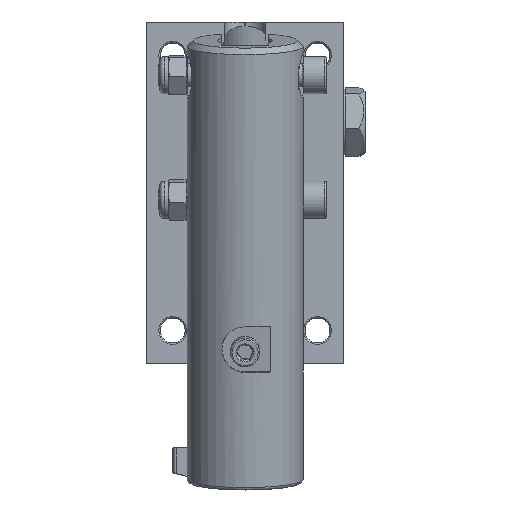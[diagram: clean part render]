
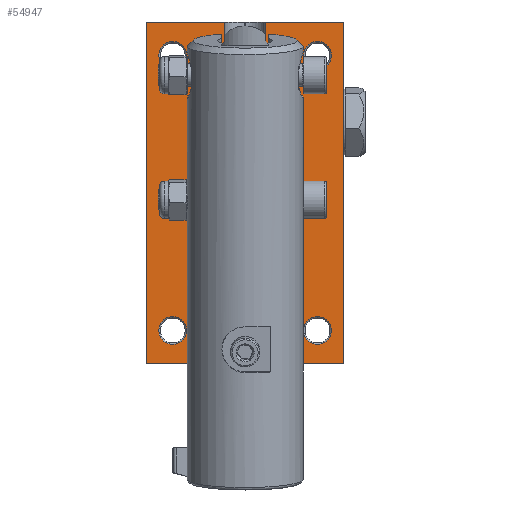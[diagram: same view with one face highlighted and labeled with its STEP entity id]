
A CAD part, top view. The second image highlights one B-rep face of the part: STEP entity #54947.
In plain terms, the highlighted planar face has unit normal (0, 0, 1).
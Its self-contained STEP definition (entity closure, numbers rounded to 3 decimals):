
#324=LINE('',#70519,#4883);
#328=LINE('',#70532,#4887);
#329=LINE('',#70534,#4888);
#4620=LINE('',#80354,#9179);
#4622=LINE('',#80357,#9181);
#4623=LINE('',#80359,#9182);
#4625=LINE('',#80362,#9184);
#4626=LINE('',#80373,#9185);
#4627=LINE('',#80375,#9186);
#4628=LINE('',#80377,#9187);
#4629=LINE('',#80379,#9188);
#4630=LINE('',#80381,#9189);
#4883=VECTOR('',#59343,1000.);
#4887=VECTOR('',#59353,1000.);
#4888=VECTOR('',#59356,1000.);
#9179=VECTOR('',#67957,1000.);
#9181=VECTOR('',#67959,1000.);
#9182=VECTOR('',#67962,1000.);
#9184=VECTOR('',#67964,1000.);
#9185=VECTOR('',#67979,1000.);
#9186=VECTOR('',#67980,1000.);
#9187=VECTOR('',#67981,1000.);
#9188=VECTOR('',#67982,1000.);
#9189=VECTOR('',#67983,1000.);
#11169=PLANE('',#57784);
#22308=ORIENTED_EDGE('',*,*,#23243,.T.);
#22309=ORIENTED_EDGE('',*,*,#23238,.T.);
#22310=ORIENTED_EDGE('',*,*,#23240,.T.);
#22311=ORIENTED_EDGE('',*,*,#23226,.T.);
#22312=ORIENTED_EDGE('',*,*,#27988,.T.);
#22313=ORIENTED_EDGE('',*,*,#27989,.F.);
#22314=ORIENTED_EDGE('',*,*,#27990,.F.);
#22315=ORIENTED_EDGE('',*,*,#27991,.F.);
#22316=ORIENTED_EDGE('',*,*,#27992,.T.);
#22317=ORIENTED_EDGE('',*,*,#27982,.T.);
#22318=ORIENTED_EDGE('',*,*,#23225,.T.);
#22319=ORIENTED_EDGE('',*,*,#27984,.T.);
#22320=ORIENTED_EDGE('',*,*,#23224,.F.);
#22321=ORIENTED_EDGE('',*,*,#27979,.T.);
#22322=ORIENTED_EDGE('',*,*,#23218,.T.);
#22323=ORIENTED_EDGE('',*,*,#27981,.T.);
#22324=ORIENTED_EDGE('',*,*,#23217,.T.);
#23217=EDGE_CURVE('',#28569,#28569,#32018,.F.);
#23218=EDGE_CURVE('',#28564,#28567,#324,.T.);
#23224=EDGE_CURVE('',#28575,#28571,#328,.T.);
#23225=EDGE_CURVE('',#28566,#28565,#329,.T.);
#23226=EDGE_CURVE('',#28576,#28576,#32021,.F.);
#23238=EDGE_CURVE('',#28582,#28582,#32027,.F.);
#23240=EDGE_CURVE('',#28584,#28584,#32029,.F.);
#23243=EDGE_CURVE('',#28587,#28587,#32031,.F.);
#27979=EDGE_CURVE('',#28575,#28564,#4620,.T.);
#27981=EDGE_CURVE('',#28567,#31665,#4622,.T.);
#27982=EDGE_CURVE('',#31666,#28566,#4623,.T.);
#27984=EDGE_CURVE('',#28565,#28571,#4625,.T.);
#27988=EDGE_CURVE('',#31665,#31670,#4626,.T.);
#27989=EDGE_CURVE('',#31671,#31670,#4627,.T.);
#27990=EDGE_CURVE('',#31672,#31671,#4628,.T.);
#27991=EDGE_CURVE('',#31673,#31672,#4629,.T.);
#27992=EDGE_CURVE('',#31673,#31666,#4630,.T.);
#28564=VERTEX_POINT('',#70501);
#28565=VERTEX_POINT('',#70504);
#28566=VERTEX_POINT('',#70507);
#28567=VERTEX_POINT('',#70510);
#28569=VERTEX_POINT('',#70517);
#28571=VERTEX_POINT('',#70523);
#28575=VERTEX_POINT('',#70531);
#28576=VERTEX_POINT('',#70537);
#28582=VERTEX_POINT('',#70574);
#28584=VERTEX_POINT('',#70579);
#28587=VERTEX_POINT('',#70606);
#31665=VERTEX_POINT('',#80356);
#31666=VERTEX_POINT('',#80360);
#31670=VERTEX_POINT('',#80374);
#31671=VERTEX_POINT('',#80376);
#31672=VERTEX_POINT('',#80378);
#31673=VERTEX_POINT('',#80380);
#32018=CIRCLE('',#55616,19.056);
#32021=CIRCLE('',#55623,4.795);
#32027=CIRCLE('',#55639,4.795);
#32029=CIRCLE('',#55642,4.795);
#32031=CIRCLE('',#55646,4.795);
#35127=EDGE_LOOP('',(#22308));
#35128=EDGE_LOOP('',(#22309));
#35129=EDGE_LOOP('',(#22310));
#35130=EDGE_LOOP('',(#22311));
#35131=EDGE_LOOP('',(#22312,#22313,#22314,#22315,#22316,#22317,#22318,#22319,
#22320,#22321,#22322,#22323));
#35132=EDGE_LOOP('',(#22324));
#37887=FACE_BOUND('',#35127,.T.);
#37888=FACE_BOUND('',#35128,.T.);
#37889=FACE_BOUND('',#35129,.T.);
#37890=FACE_BOUND('',#35130,.T.);
#37891=FACE_BOUND('',#35131,.T.);
#37892=FACE_BOUND('',#35132,.T.);
#54947=ADVANCED_FACE('',(#37887,#37888,#37889,#37890,#37891,#37892),#11169,
 .T.);
#55616=AXIS2_PLACEMENT_3D('',#70516,#59339,#59340);
#55623=AXIS2_PLACEMENT_3D('',#70536,#59359,#59360);
#55639=AXIS2_PLACEMENT_3D('',#70573,#59391,#59392);
#55642=AXIS2_PLACEMENT_3D('',#70578,#59397,#59398);
#55646=AXIS2_PLACEMENT_3D('',#70605,#59405,#59406);
#57784=AXIS2_PLACEMENT_3D('',#80372,#67977,#67978);
#59339=DIRECTION('',(0.,0.,1.));
#59340=DIRECTION('',(1.,0.,0.));
#59343=DIRECTION('',(0.,1.,0.));
#59353=DIRECTION('',(1.,0.,0.));
#59356=DIRECTION('',(0.,-1.,0.));
#59359=DIRECTION('',(0.,0.,1.));
#59360=DIRECTION('',(1.,0.,0.));
#59391=DIRECTION('',(0.,0.,1.));
#59392=DIRECTION('',(1.,0.,0.));
#59397=DIRECTION('',(0.,0.,1.));
#59398=DIRECTION('',(1.,0.,0.));
#59405=DIRECTION('',(0.,0.,1.));
#59406=DIRECTION('',(1.,0.,0.));
#67957=DIRECTION('',(0.,1.,0.));
#67959=DIRECTION('',(0.,1.,0.));
#67962=DIRECTION('',(0.,-1.,0.));
#67964=DIRECTION('',(0.,-1.,0.));
#67977=DIRECTION('',(0.,0.,1.));
#67978=DIRECTION('',(1.,0.,0.));
#67979=DIRECTION('',(-1.,0.,0.));
#67980=DIRECTION('',(0.,1.,0.));
#67981=DIRECTION('',(-1.,0.,0.));
#67982=DIRECTION('',(0.,-1.,0.));
#67983=DIRECTION('',(-1.,0.,0.));
#70501=CARTESIAN_POINT('',(-6.993,98.376,21.985));
#70504=CARTESIAN_POINT('',(6.993,98.376,21.985));
#70507=CARTESIAN_POINT('',(6.993,112.704,21.985));
#70510=CARTESIAN_POINT('',(-6.993,112.704,21.985));
#70516=CARTESIAN_POINT('',(0.,56.496,21.985));
#70517=CARTESIAN_POINT('',(19.056,56.496,21.985));
#70519=CARTESIAN_POINT('',(-6.993,96.678,21.985));
#70523=CARTESIAN_POINT('',(6.993,94.458,21.985));
#70531=CARTESIAN_POINT('',(-6.993,94.458,21.985));
#70532=CARTESIAN_POINT('',(-4.001,94.458,21.985));
#70534=CARTESIAN_POINT('',(6.993,118.934,21.985));
#70536=CARTESIAN_POINT('',(-24.975,106.446,21.985));
#70537=CARTESIAN_POINT('',(-20.18,106.446,21.985));
#70573=CARTESIAN_POINT('',(-24.975,11.541,21.985));
#70574=CARTESIAN_POINT('',(-20.18,11.541,21.985));
#70578=CARTESIAN_POINT('',(24.975,106.446,21.985));
#70579=CARTESIAN_POINT('',(29.77,106.446,21.985));
#70605=CARTESIAN_POINT('',(24.975,11.541,21.985));
#70606=CARTESIAN_POINT('',(29.77,11.541,21.985));
#80354=CARTESIAN_POINT('',(-6.993,96.678,21.985));
#80356=CARTESIAN_POINT('',(-6.993,117.935,21.985));
#80357=CARTESIAN_POINT('',(-6.993,96.678,21.985));
#80359=CARTESIAN_POINT('',(6.993,118.934,21.985));
#80360=CARTESIAN_POINT('',(6.993,117.935,21.985));
#80362=CARTESIAN_POINT('',(6.993,118.934,21.985));
#80372=CARTESIAN_POINT('',(0.,23.529,21.985));
#80373=CARTESIAN_POINT('',(34.965,117.935,21.985));
#80374=CARTESIAN_POINT('',(-33.966,117.935,21.985));
#80375=CARTESIAN_POINT('',(-33.966,20.497,21.985));
#80376=CARTESIAN_POINT('',(-33.966,0.053,21.985));
#80377=CARTESIAN_POINT('',(35.964,0.053,21.985));
#80378=CARTESIAN_POINT('',(33.966,0.053,21.985));
#80379=CARTESIAN_POINT('',(33.966,118.934,21.985));
#80380=CARTESIAN_POINT('',(33.966,117.935,21.985));
#80381=CARTESIAN_POINT('',(34.965,117.935,21.985));
